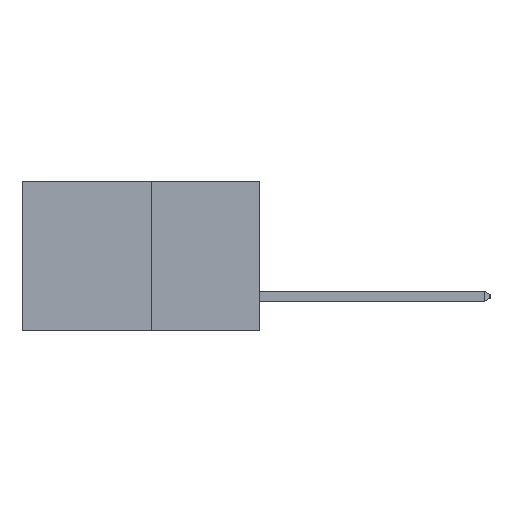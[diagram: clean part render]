
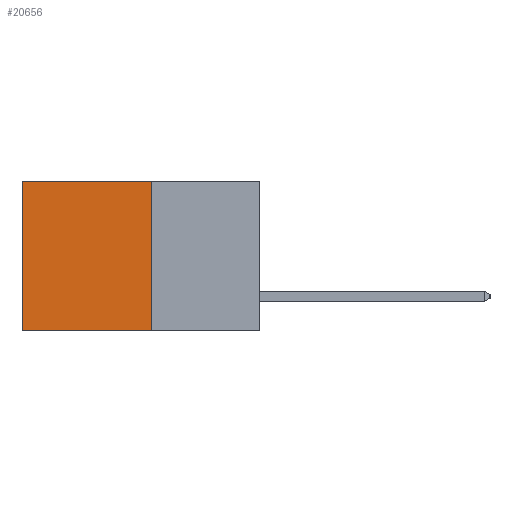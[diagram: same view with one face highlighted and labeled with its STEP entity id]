
A CAD part, left-side view. The second image highlights one B-rep face of the part: STEP entity #20656.
In plain terms, the highlighted planar face has unit normal (-1, 0, 0).
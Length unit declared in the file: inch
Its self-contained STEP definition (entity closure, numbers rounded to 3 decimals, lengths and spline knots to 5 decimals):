
#847 = EDGE_CURVE ( 'NONE', #25238, #866, #20188, .T. ) ;
#866 = VERTEX_POINT ( 'NONE', #20507 ) ;
#1175 = CARTESIAN_POINT ( 'NONE',  ( 0.277, 0.59, -0.37 ) ) ;
#3080 = VECTOR ( 'NONE', #3237, 39.37008 ) ;
#3237 = DIRECTION ( 'NONE',  ( 0., 0., -1. ) ) ;
#4390 = CARTESIAN_POINT ( 'NONE',  ( 0.277, 0.27, -0.37 ) ) ;
#5201 = FACE_OUTER_BOUND ( 'NONE', #16223, .T. ) ;
#5835 = CARTESIAN_POINT ( 'NONE',  ( 0.277, 0.59, 0. ) ) ;
#8121 = CARTESIAN_POINT ( 'NONE',  ( 0.277, 0.27, -0.37 ) ) ;
#8685 = VECTOR ( 'NONE', #20311, 39.37008 ) ;
#9233 = DIRECTION ( 'NONE',  ( 1., 0., 0. ) ) ;
#9903 = VECTOR ( 'NONE', #10685, 39.37008 ) ;
#10685 = DIRECTION ( 'NONE',  ( 0., 0., -1. ) ) ;
#12519 = ORIENTED_EDGE ( 'NONE', *, *, #25631, .T. ) ;
#13270 = CARTESIAN_POINT ( 'NONE',  ( 0.277, 0.27, -0.37 ) ) ;
#13400 = VECTOR ( 'NONE', #16218, 39.37008 ) ;
#15358 = LINE ( 'NONE', #4390, #9903 ) ;
#16218 = DIRECTION ( 'NONE',  ( 0., 1., 0. ) ) ;
#16223 = EDGE_LOOP ( 'NONE', ( #12519, #19248, #17647, #21854 ) ) ;
#17647 = ORIENTED_EDGE ( 'NONE', *, *, #25970, .F. ) ;
#18173 = CARTESIAN_POINT ( 'NONE',  ( 0.277, 0.27, 0. ) ) ;
#19248 = ORIENTED_EDGE ( 'NONE', *, *, #847, .F. ) ;
#19508 = LINE ( 'NONE', #1175, #3080 ) ;
#20188 = LINE ( 'NONE', #21781, #8685 ) ;
#20248 = VERTEX_POINT ( 'NONE', #5835 ) ;
#20311 = DIRECTION ( 'NONE',  ( 0., 1., 0. ) ) ;
#20507 = CARTESIAN_POINT ( 'NONE',  ( 0.277, 0.59, -0.37 ) ) ;
#20656 = ADVANCED_FACE ( 'NONE', ( #5201 ), #21415, .F. ) ;
#21415 = PLANE ( 'NONE',  #25691 ) ;
#21781 = CARTESIAN_POINT ( 'NONE',  ( 0.277, 0.27, -0.37 ) ) ;
#21854 = ORIENTED_EDGE ( 'NONE', *, *, #26453, .T. ) ;
#22698 = CARTESIAN_POINT ( 'NONE',  ( 0.277, 0.27, 0. ) ) ;
#23446 = DIRECTION ( 'NONE',  ( 0., 0., -1. ) ) ;
#24144 = LINE ( 'NONE', #18173, #13400 ) ;
#25238 = VERTEX_POINT ( 'NONE', #8121 ) ;
#25323 = VERTEX_POINT ( 'NONE', #22698 ) ;
#25631 = EDGE_CURVE ( 'NONE', #20248, #866, #19508, .T. ) ;
#25691 = AXIS2_PLACEMENT_3D ( 'NONE', #13270, #9233, #23446 ) ;
#25970 = EDGE_CURVE ( 'NONE', #25323, #25238, #15358, .T. ) ;
#26453 = EDGE_CURVE ( 'NONE', #25323, #20248, #24144, .T. ) ;
